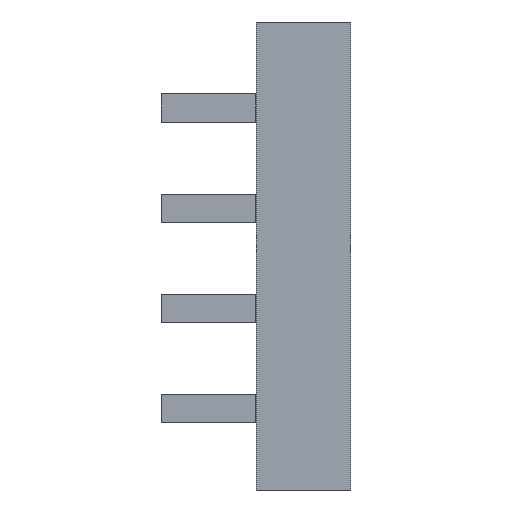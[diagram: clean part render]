
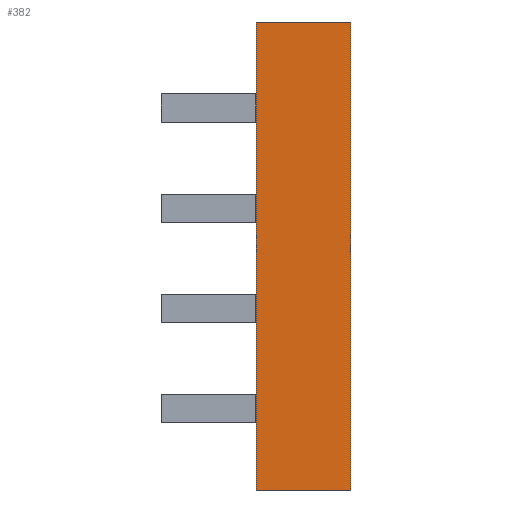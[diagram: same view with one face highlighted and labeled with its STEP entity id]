
A CAD part, left-side view. The second image highlights one B-rep face of the part: STEP entity #382.
In plain terms, the highlighted planar face has unit normal (-1, 0, 0).
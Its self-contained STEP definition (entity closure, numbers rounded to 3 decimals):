
#2 = CARTESIAN_POINT ( 'NONE',  ( -1., 2., 4.95 ) ) ;
#24 = LINE ( 'NONE', #340, #219 ) ;
#25 = CARTESIAN_POINT ( 'NONE',  ( -1., 0., 4.95 ) ) ;
#35 = PLANE ( 'NONE',  #398 ) ;
#47 = FACE_OUTER_BOUND ( 'NONE', #204, .T. ) ;
#61 = EDGE_CURVE ( 'NONE', #536, #327, #62, .T. ) ;
#62 = LINE ( 'NONE', #176, #318 ) ;
#139 = ORIENTED_EDGE ( 'NONE', *, *, #61, .T. ) ;
#158 = CARTESIAN_POINT ( 'NONE',  ( -1., 2., 4.95 ) ) ;
#162 = EDGE_CURVE ( 'NONE', #327, #271, #24, .T. ) ;
#170 = CARTESIAN_POINT ( 'NONE',  ( -1., 2., -4.95 ) ) ;
#175 = LINE ( 'NONE', #488, #431 ) ;
#176 = CARTESIAN_POINT ( 'NONE',  ( -1., 2., -4.95 ) ) ;
#204 = EDGE_LOOP ( 'NONE', ( #373, #474, #284, #139 ) ) ;
#205 = DIRECTION ( 'NONE',  ( 0., -1., 0. ) ) ;
#219 = VECTOR ( 'NONE', #257, 1000. ) ;
#224 = VECTOR ( 'NONE', #205, 1000. ) ;
#234 = DIRECTION ( 'NONE',  ( 1., 0., 0. ) ) ;
#257 = DIRECTION ( 'NONE',  ( 0., 0., 1. ) ) ;
#271 = VERTEX_POINT ( 'NONE', #25 ) ;
#275 = DIRECTION ( 'NONE',  ( 0., 0., -1. ) ) ;
#284 = ORIENTED_EDGE ( 'NONE', *, *, #375, .F. ) ;
#318 = VECTOR ( 'NONE', #507, 1000. ) ;
#327 = VERTEX_POINT ( 'NONE', #364 ) ;
#340 = CARTESIAN_POINT ( 'NONE',  ( -1., 0., 4.95 ) ) ;
#357 = VERTEX_POINT ( 'NONE', #402 ) ;
#364 = CARTESIAN_POINT ( 'NONE',  ( -1., 0., -4.95 ) ) ;
#373 = ORIENTED_EDGE ( 'NONE', *, *, #162, .T. ) ;
#375 = EDGE_CURVE ( 'NONE', #536, #357, #175, .T. ) ;
#382 = ADVANCED_FACE ( 'NONE', ( #47 ), #35, .F. ) ;
#398 = AXIS2_PLACEMENT_3D ( 'NONE', #158, #234, #275 ) ;
#402 = CARTESIAN_POINT ( 'NONE',  ( -1., 2., 4.95 ) ) ;
#431 = VECTOR ( 'NONE', #533, 1000. ) ;
#459 = LINE ( 'NONE', #2, #224 ) ;
#474 = ORIENTED_EDGE ( 'NONE', *, *, #495, .F. ) ;
#488 = CARTESIAN_POINT ( 'NONE',  ( -1., 2., 4.95 ) ) ;
#495 = EDGE_CURVE ( 'NONE', #357, #271, #459, .T. ) ;
#507 = DIRECTION ( 'NONE',  ( 0., -1., 0. ) ) ;
#533 = DIRECTION ( 'NONE',  ( 0., 0., 1. ) ) ;
#536 = VERTEX_POINT ( 'NONE', #170 ) ;
